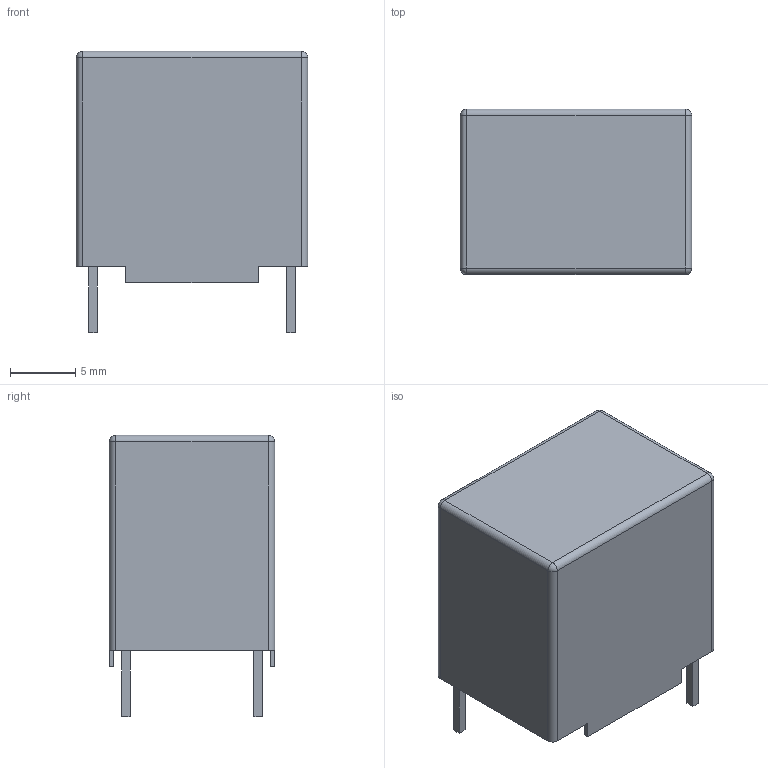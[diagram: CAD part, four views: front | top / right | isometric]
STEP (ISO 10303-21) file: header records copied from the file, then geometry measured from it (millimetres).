
FILE_DESCRIPTION(/* description */ ('Unknown'),/* implementation_level */ '2;1');
FILE_NAME(/* name */ 'HM15-1',/* time_stamp */ '2021-11-19T16:31:59+08:00',/* author */ ('Unknown'),/* organization */ ('Unknown'),/* preprocessor_version */ 'ST-DEVELOPER v16.7',/* originating_system */ 'Solid Edge',/* authorisation */ 'Unknown');
FILE_SCHEMA (('AUTOMOTIVE_DESIGN {1 0 10303 214 3 1 1}'));
Length unit declared in the file: millimetre
Products named in the file (1): HM15-1
Bounding box: 17.78 x 12.7 x 21.59 mm (x, y, z)
Volume: 3719.2 mm3; surface area: 1515.1 mm2
Topology: 1 solids, 1 shells, 47 faces, 115 edges, 70 vertices
Faces by surface type: plane 30, cylinder 13, sphere 4
Full cylindrical faces by diameter (mm): 0.6 x1
Entity records: 1685 total; most frequent: DIRECTION 232, CARTESIAN_POINT 228, ORIENTED_EDGE 220, EDGE_CURVE 110, LINE 84, VECTOR 84, AXIS2_PLACEMENT_3D 74, VERTEX_POINT 70
